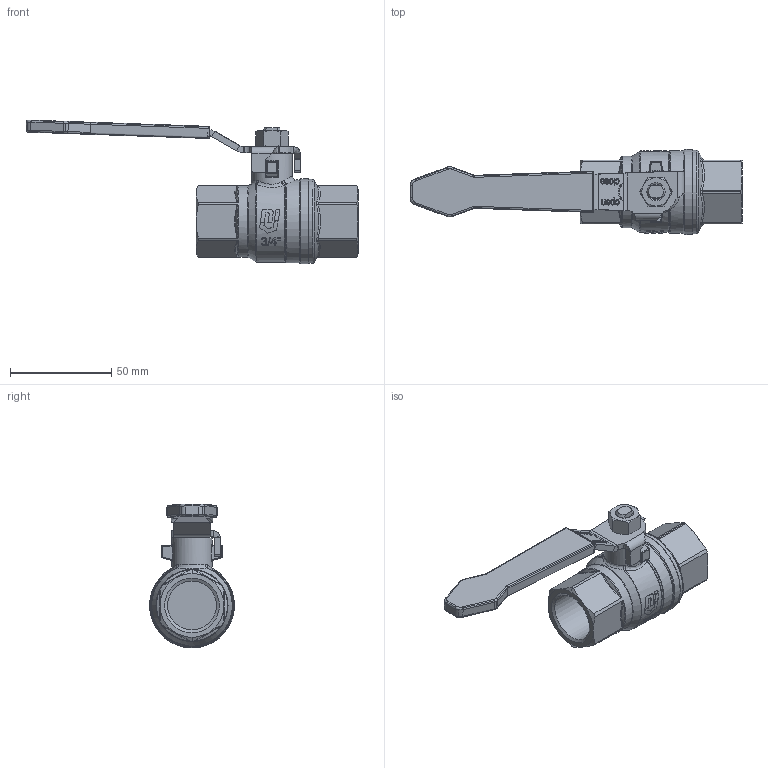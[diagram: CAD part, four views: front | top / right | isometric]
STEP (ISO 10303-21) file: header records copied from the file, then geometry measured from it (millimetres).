
FILE_DESCRIPTION(('HOOPS Exchange Step'),'2;1');
FILE_NAME('GK14_DN20.stp','2025-12-17T15:47:23+01:00',('nieru'),('Unknown organisation'),'HOOPS Exchange 2024.2','HOOPS Exchange','Unknown authorisation');
FILE_SCHEMA( ('AP203_CONFIGURATION_CONTROLLED_3D_DESIGN_OF_MECHANICAL_PARTS_AND_ASSEMBLIES_MIM_LF') );
Length unit declared in the file: millimetre
Products named in the file (2): 0; root
Assembly tree (1 placements, depth 2):
  root
    0
Bounding box: 164.03 x 42 x 71.11 mm (x, y, z)
Volume: 83973.4 mm3; surface area: 23075.5 mm2
Topology: 1 solids, 1 shells, 774 faces, 2050 edges, 1307 vertices
Faces by surface type: bspline 263, plane 242, cylinder 160, cone 50, torus 47, sphere 12
Full cylindrical faces by diameter (mm): 20 x1, 24.117 x2, 35.5 x1, 41 x1, 41.5 x1, 42 x1
Entity records: 32144 total; most frequent: CARTESIAN_POINT 15239, ORIENTED_EDGE 4072, DIRECTION 2454, EDGE_CURVE 2036, VERTEX_POINT 1307, AXIS2_PLACEMENT_3D 930, B_SPLINE_CURVE_WITH_KNOTS 908, EDGE_LOOP 821
